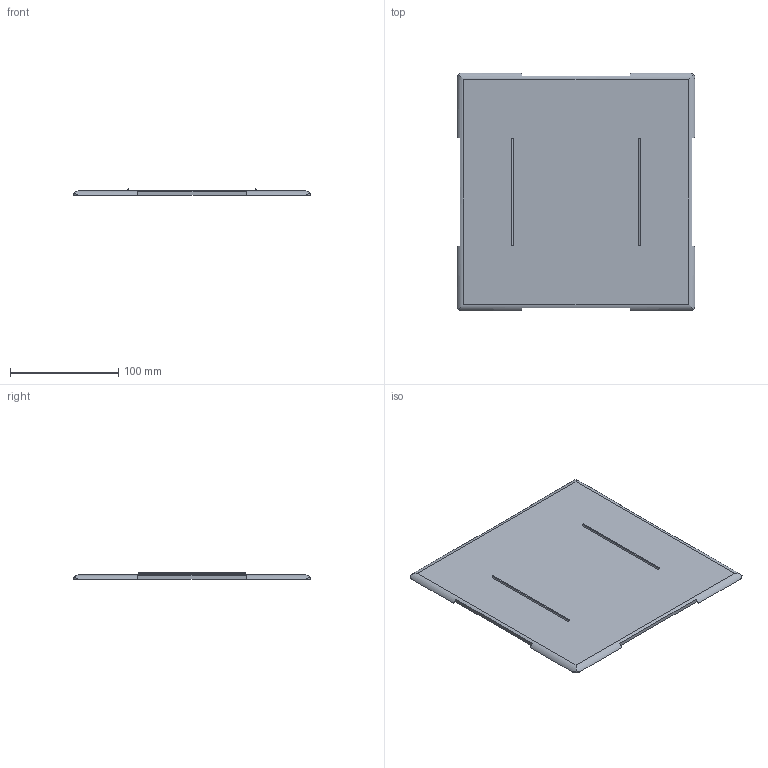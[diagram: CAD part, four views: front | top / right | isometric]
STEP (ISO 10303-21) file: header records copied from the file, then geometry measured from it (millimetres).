
FILE_DESCRIPTION(/* description */ (''),/* implementation_level */ '2;1');
FILE_NAME(/* name */ 'Strage_box_M_cover.step',/* time_stamp */ '2025-07-01T21:56:26+09:00',/* author */ (''),/* organization */ (''),/* preprocessor_version */ 'ST-DEVELOPER v20.1',/* originating_system */ 'Autodesk Translation Framework v14.10.0.0',/* authorisation */ '');
FILE_SCHEMA (('AUTOMOTIVE_DESIGN { 1 0 10303 214 3 1 1 }'));
Length unit declared in the file: millimetre
Products named in the file (1): 2025-06-28-09-39-22-600
Bounding box: 220 x 220 x 5.68 mm (x, y, z)
Volume: 185490.9 mm3; surface area: 96847.4 mm2
Topology: 1 solids, 1 shells, 33 faces, 86 edges, 57 vertices
Faces by surface type: plane 22, cylinder 11
Entity records: 1110 total; most frequent: CARTESIAN_POINT 249, ORIENTED_EDGE 172, DIRECTION 168, EDGE_CURVE 86, VERTEX_POINT 57, LINE 56, VECTOR 56, AXIS2_PLACEMENT_3D 56
